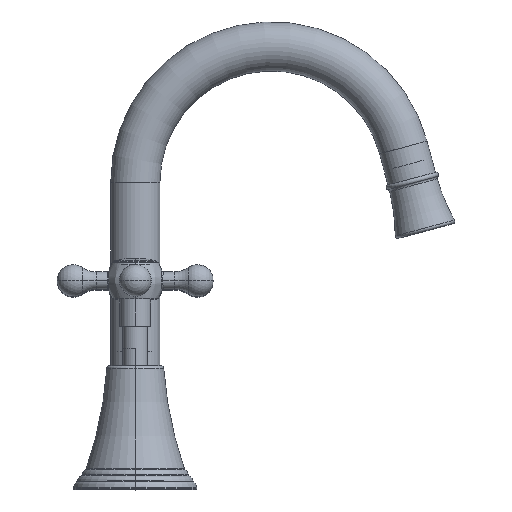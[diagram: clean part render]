
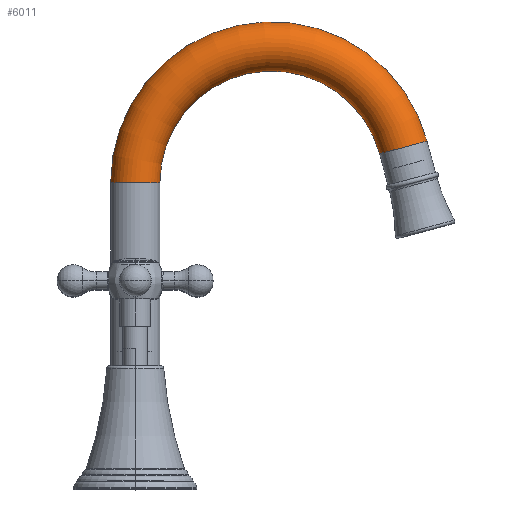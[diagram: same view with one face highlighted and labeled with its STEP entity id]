
A CAD part, top view. The second image highlights one B-rep face of the part: STEP entity #6011.
In plain terms, the highlighted toroidal (fillet/blend) face has major radius 55.397 mm and minor radius 10 mm.
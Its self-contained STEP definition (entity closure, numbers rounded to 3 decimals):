
#4453=CARTESIAN_POINT('',(55.397,74.603,0.));
#4454=DIRECTION('',(0.,0.,-1.));
#4455=DIRECTION('',(-1.,0.,0.));
#4456=AXIS2_PLACEMENT_3D('',#4453,#4454,#4455);
#4463=CARTESIAN_POINT('',(0.,74.603,0.));
#4464=DIRECTION('',(0.,-1.,0.));
#4465=DIRECTION('',(1.,0.,0.));
#4466=AXIS2_PLACEMENT_3D('',#4463,#4464,#4465);
#4468=CARTESIAN_POINT('',(55.397,74.603,0.));
#4469=DIRECTION('',(0.,0.,-1.));
#4470=DIRECTION('',(-1.,0.,0.));
#4471=AXIS2_PLACEMENT_3D('',#4468,#4469,#4470);
#4473=CARTESIAN_POINT('',(108.906,88.941,0.));
#4474=DIRECTION('',(0.259,-0.966,0.));
#4475=DIRECTION('',(0.966,0.259,0.));
#4476=AXIS2_PLACEMENT_3D('',#4473,#4474,#4475);
#5812=CARTESIAN_POINT('',(-10.,74.603,0.));
#5813=VERTEX_POINT('',#5812);
#5814=CARTESIAN_POINT('',(10.,74.603,0.));
#5815=VERTEX_POINT('',#5814);
#5816=CARTESIAN_POINT('',(99.246,86.353,0.));
#5817=VERTEX_POINT('',#5816);
#5818=CARTESIAN_POINT('',(118.565,91.529,0.));
#5819=VERTEX_POINT('',#5818);
#5999=CARTESIAN_POINT('',(55.397,74.603,0.));
#6000=DIRECTION('',(0.,0.,-1.));
#6001=DIRECTION('',(1.,0.,0.));
#6002=AXIS2_PLACEMENT_3D('',#5999,#6000,#6001);
#6003=TOROIDAL_SURFACE('',#6002,55.397,10.);
#6004=ORIENTED_EDGE('',*,*,#5964,.T.);
#6005=ORIENTED_EDGE('',*,*,#5994,.T.);
#6007=ORIENTED_EDGE('',*,*,#6006,.T.);
#6008=ORIENTED_EDGE('',*,*,#5990,.F.);
#6009=EDGE_LOOP('',(#6004,#6005,#6007,#6008));
#6010=FACE_OUTER_BOUND('',#6009,.F.);
#4457=CIRCLE('',#4456,45.397);
#4467=CIRCLE('',#4466,10.);
#4472=CIRCLE('',#4471,65.397);
#4477=CIRCLE('',#4476,10.);
#5964=EDGE_CURVE('',#5815,#5813,#4467,.T.);
#5990=EDGE_CURVE('',#5815,#5817,#4457,.T.);
#5994=EDGE_CURVE('',#5813,#5819,#4472,.T.);
#6006=EDGE_CURVE('',#5819,#5817,#4477,.T.);
#6011=ADVANCED_FACE('',(#6010),#6003,.T.);
